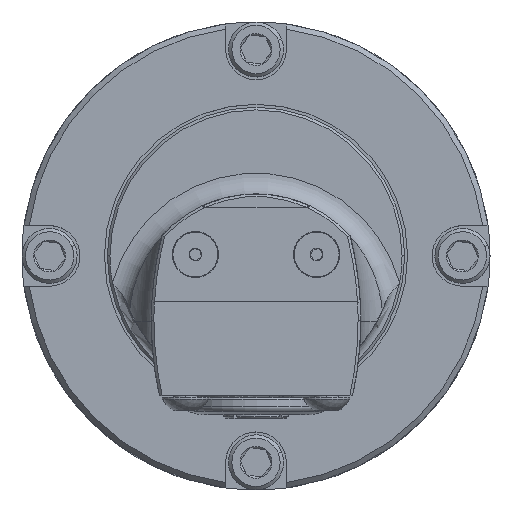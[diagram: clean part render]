
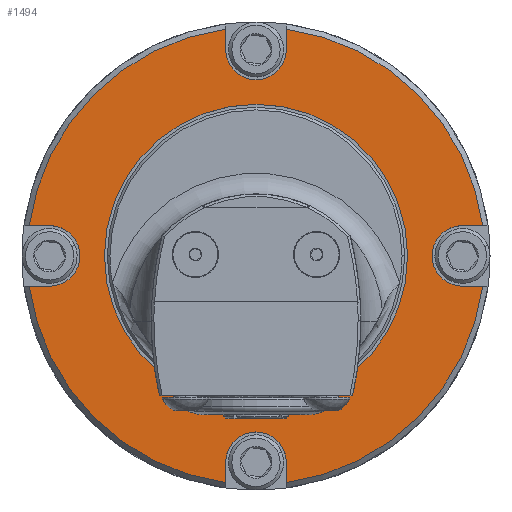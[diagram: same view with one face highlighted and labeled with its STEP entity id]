
A CAD part, top view. The second image highlights one B-rep face of the part: STEP entity #1494.
In plain terms, the highlighted planar face has unit normal (0, 0, 1).
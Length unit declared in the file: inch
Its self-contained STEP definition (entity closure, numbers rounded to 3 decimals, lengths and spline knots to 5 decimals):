
#1494=ADVANCED_FACE('NONE',(#3315,#3316),#3317,.F.);
#3315=FACE_OUTER_BOUND('',#8526,.T.);
#3316=FACE_BOUND('',#8527,.T.);
#3317=PLANE('',#8528);
#8526=EDGE_LOOP('',(#15234,#15235,#15236,#15237,#15238,#15239,#15240,#15241,#15242,#15243,#15244,#15245,#15246,#15247,#15248,#15249,#15250,#15251));
#8527=EDGE_LOOP('',(#15252,#15253));
#8528=AXIS2_PLACEMENT_3D('',#15254,#15255,#15256);
#15234=ORIENTED_EDGE('',*,*,#18636,.F.);
#15235=ORIENTED_EDGE('',*,*,#18637,.F.);
#15236=ORIENTED_EDGE('',*,*,#18605,.T.);
#15237=ORIENTED_EDGE('',*,*,#18638,.F.);
#15238=ORIENTED_EDGE('',*,*,#16966,.F.);
#15239=ORIENTED_EDGE('',*,*,#18639,.F.);
#15240=ORIENTED_EDGE('',*,*,#18640,.F.);
#15241=ORIENTED_EDGE('',*,*,#18609,.T.);
#15242=ORIENTED_EDGE('',*,*,#18641,.F.);
#15243=ORIENTED_EDGE('',*,*,#18642,.F.);
#15244=ORIENTED_EDGE('',*,*,#18643,.F.);
#15245=ORIENTED_EDGE('',*,*,#18614,.T.);
#15246=ORIENTED_EDGE('',*,*,#18644,.F.);
#15247=ORIENTED_EDGE('',*,*,#18645,.F.);
#15248=ORIENTED_EDGE('',*,*,#16972,.F.);
#15249=ORIENTED_EDGE('',*,*,#18646,.F.);
#15250=ORIENTED_EDGE('',*,*,#18634,.T.);
#15251=ORIENTED_EDGE('',*,*,#18647,.F.);
#15252=ORIENTED_EDGE('',*,*,#16992,.F.);
#15253=ORIENTED_EDGE('',*,*,#18620,.F.);
#15254=CARTESIAN_POINT('',(-8.00881,13.57002,-3.56208));
#15255=DIRECTION('',(0.0,0.0,-1.0));
#15256=DIRECTION('',(0.0,-1.0,0.0));
#16966=EDGE_CURVE('NONE',#20158,#20161,#20162,.T.);
#16972=EDGE_CURVE('NONE',#20171,#20167,#20173,.T.);
#16992=EDGE_CURVE('NONE',#20208,#20211,#20212,.T.);
#18605=EDGE_CURVE('NONE',#22795,#22796,#22797,.T.);
#18609=EDGE_CURVE('NONE',#22801,#22802,#22803,.T.);
#18614=EDGE_CURVE('NONE',#22810,#22811,#22812,.T.);
#18620=EDGE_CURVE('NONE',#20211,#20208,#22820,.T.);
#18634=EDGE_CURVE('NONE',#22839,#22837,#22840,.T.);
#18636=EDGE_CURVE('NONE',#22842,#22843,#22844,.T.);
#18637=EDGE_CURVE('NONE',#22795,#22842,#22845,.T.);
#18638=EDGE_CURVE('NONE',#20161,#22796,#22846,.T.);
#18639=EDGE_CURVE('NONE',#22847,#20158,#22848,.T.);
#18640=EDGE_CURVE('NONE',#22801,#22847,#22849,.T.);
#18641=EDGE_CURVE('NONE',#22850,#22802,#22851,.T.);
#18642=EDGE_CURVE('NONE',#22852,#22850,#22853,.T.);
#18643=EDGE_CURVE('NONE',#22810,#22852,#22854,.T.);
#18644=EDGE_CURVE('NONE',#22855,#22811,#22856,.T.);
#18645=EDGE_CURVE('NONE',#20167,#22855,#22857,.T.);
#18646=EDGE_CURVE('NONE',#22839,#20171,#22858,.T.);
#18647=EDGE_CURVE('NONE',#22843,#22837,#22859,.T.);
#20158=VERTEX_POINT('',#24516);
#20161=VERTEX_POINT('NONE',#24520);
#20162=CIRCLE('',#24521,0.172);
#20167=VERTEX_POINT('',#24527);
#20171=VERTEX_POINT('NONE',#24532);
#20173=CIRCLE('',#24535,0.172);
#20208=VERTEX_POINT('NONE',#24580);
#20211=VERTEX_POINT('',#24584);
#20212=CIRCLE('',#24585,0.86);
#22795=VERTEX_POINT('NONE',#63463);
#22796=VERTEX_POINT('NONE',#63464);
#22797=CIRCLE('',#63465,1.2975);
#22801=VERTEX_POINT('NONE',#63481);
#22802=VERTEX_POINT('NONE',#63482);
#22803=CIRCLE('',#63483,1.2975);
#22810=VERTEX_POINT('NONE',#63502);
#22811=VERTEX_POINT('NONE',#63503);
#22812=CIRCLE('',#63504,1.2975);
#22820=CIRCLE('',#63524,0.86);
#22837=VERTEX_POINT('NONE',#63545);
#22839=VERTEX_POINT('NONE',#63553);
#22840=CIRCLE('',#63554,1.2975);
#22842=VERTEX_POINT('NONE',#63562);
#22843=VERTEX_POINT('NONE',#63563);
#22844=CIRCLE('',#63564,0.172);
#22845=LINE('',#63565,#63566);
#22846=LINE('',#63567,#63568);
#22847=VERTEX_POINT('NONE',#63569);
#22848=CIRCLE('',#63570,0.172);
#22849=LINE('',#63571,#63572);
#22850=VERTEX_POINT('NONE',#63573);
#22851=LINE('',#63574,#63575);
#22852=VERTEX_POINT('NONE',#63576);
#22853=CIRCLE('',#63577,0.172);
#22854=LINE('',#63578,#63579);
#22855=VERTEX_POINT('NONE',#63580);
#22856=LINE('',#63581,#63582);
#22857=CIRCLE('',#63583,0.172);
#22858=LINE('',#63584,#63585);
#22859=LINE('',#63586,#63587);
#24516=CARTESIAN_POINT('',(-9.00781,12.27252,-3.56208));
#24520=CARTESIAN_POINT('',(-9.17981,12.44452,-3.56208));
#24521=AXIS2_PLACEMENT_3D('',#65298,#65299,#65300);
#24527=CARTESIAN_POINT('',(-7.00981,12.27252,-3.56208));
#24532=CARTESIAN_POINT('',(-6.83781,12.44452,-3.56208));
#24535=AXIS2_PLACEMENT_3D('',#65310,#65311,#65312);
#24580=CARTESIAN_POINT('',(-7.14881,12.27252,-3.56208));
#24584=CARTESIAN_POINT('',(-8.86881,12.27252,-3.56208));
#24585=AXIS2_PLACEMENT_3D('',#65348,#65349,#65350);
#63463=CARTESIAN_POINT('',(-8.18081,13.55857,-3.56208));
#63464=CARTESIAN_POINT('',(-9.29486,12.44452,-3.56208));
#63465=AXIS2_PLACEMENT_3D('',#68067,#68068,#68069);
#63481=CARTESIAN_POINT('',(-9.29486,12.10052,-3.56208));
#63482=CARTESIAN_POINT('',(-8.18081,10.98647,-3.56208));
#63483=AXIS2_PLACEMENT_3D('',#68073,#68074,#68075);
#63502=CARTESIAN_POINT('',(-7.83681,10.98647,-3.56208));
#63503=CARTESIAN_POINT('',(-6.72276,12.10052,-3.56208));
#63504=AXIS2_PLACEMENT_3D('',#68082,#68083,#68084);
#63524=AXIS2_PLACEMENT_3D('',#68094,#68095,#68096);
#63545=CARTESIAN_POINT('',(-7.83681,13.55857,-3.56208));
#63553=CARTESIAN_POINT('',(-6.72276,12.44452,-3.56208));
#63554=AXIS2_PLACEMENT_3D('',#68125,#68126,#68127);
#63562=CARTESIAN_POINT('',(-8.18081,13.44352,-3.56208));
#63563=CARTESIAN_POINT('',(-7.83681,13.44352,-3.56208));
#63564=AXIS2_PLACEMENT_3D('',#68128,#68129,#68130);
#63565=CARTESIAN_POINT('',(-8.18081,13.44352,-3.56208));
#63566=VECTOR('',#68131,39.37008);
#63567=CARTESIAN_POINT('',(-9.17981,12.44452,-3.56208));
#63568=VECTOR('',#68132,39.37008);
#63569=CARTESIAN_POINT('',(-9.17981,12.10052,-3.56208));
#63570=AXIS2_PLACEMENT_3D('',#68133,#68134,#68135);
#63571=CARTESIAN_POINT('',(-9.17981,12.10052,-3.56208));
#63572=VECTOR('',#68136,39.37008);
#63573=CARTESIAN_POINT('',(-8.18081,11.10152,-3.56208));
#63574=CARTESIAN_POINT('',(-8.18081,11.10152,-3.56208));
#63575=VECTOR('',#68137,39.37008);
#63576=CARTESIAN_POINT('',(-7.83681,11.10152,-3.56208));
#63577=AXIS2_PLACEMENT_3D('',#68138,#68139,#68140);
#63578=CARTESIAN_POINT('',(-7.83681,11.10152,-3.56208));
#63579=VECTOR('',#68141,39.37008);
#63580=CARTESIAN_POINT('',(-6.83781,12.10052,-3.56208));
#63581=CARTESIAN_POINT('',(-6.83781,12.10052,-3.56208));
#63582=VECTOR('',#68142,39.37008);
#63583=AXIS2_PLACEMENT_3D('',#68143,#68144,#68145);
#63584=CARTESIAN_POINT('',(-6.83781,12.44452,-3.56208));
#63585=VECTOR('',#68146,39.37008);
#63586=CARTESIAN_POINT('',(-7.83681,13.44352,-3.56208));
#63587=VECTOR('',#68147,39.37008);
#65298=CARTESIAN_POINT('',(-9.17981,12.27252,-3.56208));
#65299=DIRECTION('',(0.0,0.0,1.0));
#65300=DIRECTION('',(1.0,0.0,0.0));
#65310=CARTESIAN_POINT('',(-6.83781,12.27252,-3.56208));
#65311=DIRECTION('',(0.0,0.0,1.0));
#65312=DIRECTION('',(1.0,0.0,0.0));
#65348=CARTESIAN_POINT('',(-8.00881,12.27252,-3.56208));
#65349=DIRECTION('',(0.0,0.0,1.0));
#65350=DIRECTION('',(1.0,0.0,0.0));
#68067=CARTESIAN_POINT('',(-8.00881,12.27252,-3.56208));
#68068=DIRECTION('',(0.0,0.0,1.0));
#68069=DIRECTION('',(1.0,0.0,0.0));
#68073=CARTESIAN_POINT('',(-8.00881,12.27252,-3.56208));
#68074=DIRECTION('',(0.0,0.0,1.0));
#68075=DIRECTION('',(1.0,0.0,0.0));
#68082=CARTESIAN_POINT('',(-8.00881,12.27252,-3.56208));
#68083=DIRECTION('',(0.0,0.0,1.0));
#68084=DIRECTION('',(1.0,0.0,0.0));
#68094=CARTESIAN_POINT('',(-8.00881,12.27252,-3.56208));
#68095=DIRECTION('',(0.0,0.0,1.0));
#68096=DIRECTION('',(1.0,0.0,0.0));
#68125=CARTESIAN_POINT('',(-8.00881,12.27252,-3.56208));
#68126=DIRECTION('',(0.0,0.0,1.0));
#68127=DIRECTION('',(1.0,0.0,0.0));
#68128=CARTESIAN_POINT('',(-8.00881,13.44352,-3.56208));
#68129=DIRECTION('',(0.0,0.0,1.0));
#68130=DIRECTION('',(1.0,0.0,0.0));
#68131=DIRECTION('',(0.,-1.0,0.0));
#68132=DIRECTION('',(-1.0,0.,0.0));
#68133=CARTESIAN_POINT('',(-9.17981,12.27252,-3.56208));
#68134=DIRECTION('',(0.0,0.0,1.0));
#68135=DIRECTION('',(1.0,0.0,0.0));
#68136=DIRECTION('',(1.0,0.,0.0));
#68137=DIRECTION('',(0.,-1.0,0.0));
#68138=CARTESIAN_POINT('',(-8.00881,11.10152,-3.56208));
#68139=DIRECTION('',(0.0,0.0,1.0));
#68140=DIRECTION('',(1.0,0.0,0.0));
#68141=DIRECTION('',(0.,1.0,0.0));
#68142=DIRECTION('',(1.0,0.0,0.0));
#68143=CARTESIAN_POINT('',(-6.83781,12.27252,-3.56208));
#68144=DIRECTION('',(0.0,0.0,1.0));
#68145=DIRECTION('',(1.0,0.0,0.0));
#68146=DIRECTION('',(-1.0,0.0,0.0));
#68147=DIRECTION('',(0.,1.0,0.0));
